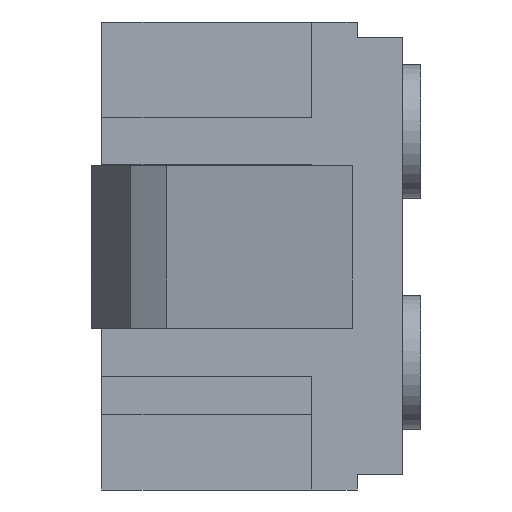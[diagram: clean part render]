
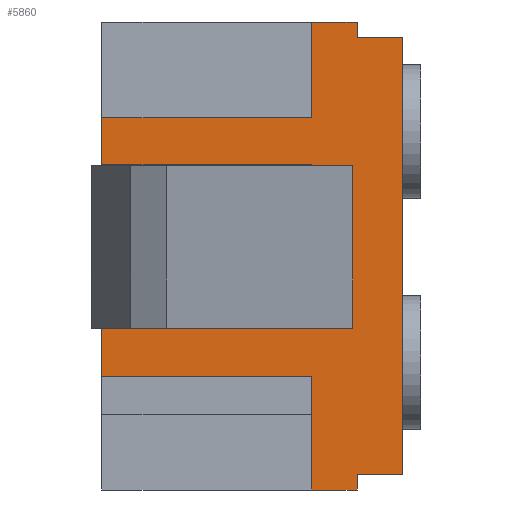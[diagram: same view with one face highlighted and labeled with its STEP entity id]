
A CAD part, left-side view. The second image highlights one B-rep face of the part: STEP entity #5860.
In plain terms, the highlighted planar face has unit normal (-1, 0, 0).
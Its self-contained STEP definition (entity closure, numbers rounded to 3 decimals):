
#2167=LINE('',#30893,#3771);
#2174=LINE('',#30908,#3778);
#2177=LINE('',#30914,#3781);
#2197=LINE('',#30973,#3801);
#2206=LINE('',#30990,#3810);
#2341=LINE('',#31396,#3945);
#2345=LINE('',#31405,#3949);
#2347=LINE('',#31414,#3951);
#2361=LINE('',#31443,#3965);
#2363=LINE('',#31446,#3967);
#2364=LINE('',#31448,#3968);
#2365=LINE('',#31450,#3969);
#2366=LINE('',#31451,#3970);
#2367=LINE('',#31453,#3971);
#2368=LINE('',#31454,#3972);
#2369=LINE('',#31456,#3973);
#3771=VECTOR('',#25527,1.);
#3778=VECTOR('',#25536,1.);
#3781=VECTOR('',#25541,1.);
#3801=VECTOR('',#25581,1.);
#3810=VECTOR('',#25598,1.);
#3945=VECTOR('',#25991,1.);
#3949=VECTOR('',#25997,1.);
#3951=VECTOR('',#26007,1.);
#3965=VECTOR('',#26027,1.);
#3967=VECTOR('',#26031,1.);
#3968=VECTOR('',#26034,1.);
#3969=VECTOR('',#26035,1.);
#3970=VECTOR('',#26036,1.);
#3971=VECTOR('',#26037,1.);
#3972=VECTOR('',#26038,1.);
#3973=VECTOR('',#26039,1.);
#5860=ADVANCED_FACE('',(#7396),#6636,.T.);
#6636=PLANE('',#20740);
#7396=FACE_OUTER_BOUND('',#8669,.T.);
#8669=EDGE_LOOP('',(#13121,#13122,#13123,#13124,#13125,#13126,#13127,#13128,
#13129,#13130,#13131,#13132,#13133,#13134,#13135,#13136));
#13121=ORIENTED_EDGE('',*,*,#18501,.T.);
#13122=ORIENTED_EDGE('',*,*,#18485,.T.);
#13123=ORIENTED_EDGE('',*,*,#18502,.F.);
#13124=ORIENTED_EDGE('',*,*,#18503,.T.);
#13125=ORIENTED_EDGE('',*,*,#18477,.T.);
#13126=ORIENTED_EDGE('',*,*,#18504,.T.);
#13127=ORIENTED_EDGE('',*,*,#18505,.F.);
#13128=ORIENTED_EDGE('',*,*,#18280,.T.);
#13129=ORIENTED_EDGE('',*,*,#18237,.T.);
#13130=ORIENTED_EDGE('',*,*,#18271,.T.);
#13131=ORIENTED_EDGE('',*,*,#18247,.T.);
#13132=ORIENTED_EDGE('',*,*,#18244,.T.);
#13133=ORIENTED_EDGE('',*,*,#18506,.T.);
#13134=ORIENTED_EDGE('',*,*,#18507,.T.);
#13135=ORIENTED_EDGE('',*,*,#18481,.T.);
#13136=ORIENTED_EDGE('',*,*,#18499,.T.);
#15741=VERTEX_POINT('',#30891);
#15743=VERTEX_POINT('',#30894);
#15749=VERTEX_POINT('',#30907);
#15750=VERTEX_POINT('',#30909);
#15752=VERTEX_POINT('',#30915);
#15774=VERTEX_POINT('',#30991);
#15915=VERTEX_POINT('',#31395);
#15916=VERTEX_POINT('',#31397);
#15919=VERTEX_POINT('',#31404);
#15920=VERTEX_POINT('',#31406);
#15923=VERTEX_POINT('',#31415);
#15924=VERTEX_POINT('',#31416);
#15934=VERTEX_POINT('',#31442);
#15935=VERTEX_POINT('',#31449);
#15936=VERTEX_POINT('',#31452);
#15937=VERTEX_POINT('',#31455);
#18237=EDGE_CURVE('',#15743,#15741,#2167,.T.);
#18244=EDGE_CURVE('',#15750,#15749,#2174,.T.);
#18247=EDGE_CURVE('',#15752,#15750,#2177,.T.);
#18271=EDGE_CURVE('',#15741,#15752,#2197,.T.);
#18280=EDGE_CURVE('',#15774,#15743,#2206,.T.);
#18477=EDGE_CURVE('',#15916,#15915,#2341,.T.);
#18481=EDGE_CURVE('',#15920,#15919,#2345,.T.);
#18485=EDGE_CURVE('',#15923,#15924,#2347,.T.);
#18499=EDGE_CURVE('',#15919,#15934,#2361,.T.);
#18501=EDGE_CURVE('',#15934,#15923,#2363,.T.);
#18502=EDGE_CURVE('',#15935,#15924,#2364,.T.);
#18503=EDGE_CURVE('',#15935,#15916,#2365,.T.);
#18504=EDGE_CURVE('',#15915,#15936,#2366,.T.);
#18505=EDGE_CURVE('',#15774,#15936,#2367,.T.);
#18506=EDGE_CURVE('',#15749,#15937,#2368,.T.);
#18507=EDGE_CURVE('',#15937,#15920,#2369,.T.);
#20740=AXIS2_PLACEMENT_3D('',#31457,#26040,#26041);
#25527=DIRECTION('',(0.,0.,-1.));
#25536=DIRECTION('',(0.,-1.,0.));
#25541=DIRECTION('',(0.,0.,1.));
#25581=DIRECTION('',(0.,-1.,0.));
#25598=DIRECTION('',(0.,-1.,0.));
#25991=DIRECTION('',(0.,0.,-1.));
#25997=DIRECTION('',(0.,0.,1.));
#26007=DIRECTION('',(0.,1.,0.));
#26027=DIRECTION('',(0.,1.,0.));
#26031=DIRECTION('',(0.,0.,-1.));
#26034=DIRECTION('',(0.,0.,1.));
#26035=DIRECTION('',(0.,-1.,0.));
#26036=DIRECTION('',(0.,1.,0.));
#26037=DIRECTION('',(0.,0.,1.));
#26038=DIRECTION('',(0.,0.,1.));
#26039=DIRECTION('',(0.,1.,0.));
#26040=DIRECTION('',(-1.,0.,0.));
#26041=DIRECTION('',(0.,-1.,0.));
#30891=CARTESIAN_POINT('',(-47.5,3.,-7.7));
#30893=CARTESIAN_POINT('',(-47.5,3.,-3.95));
#30894=CARTESIAN_POINT('',(-47.5,3.,-3.95));
#30907=CARTESIAN_POINT('',(-47.5,0.,-7.2));
#30908=CARTESIAN_POINT('',(-47.5,1.5,-7.2));
#30909=CARTESIAN_POINT('',(-47.5,1.5,-7.2));
#30914=CARTESIAN_POINT('',(-47.5,1.5,-7.7));
#30915=CARTESIAN_POINT('',(-47.5,1.5,-7.7));
#30973=CARTESIAN_POINT('',(-47.5,3.,-7.7));
#30990=CARTESIAN_POINT('',(-47.5,9.9,-3.95));
#30991=CARTESIAN_POINT('',(-47.5,9.9,-3.95));
#31395=CARTESIAN_POINT('',(-47.5,3.,-2.4));
#31396=CARTESIAN_POINT('',(-47.5,3.,3.));
#31397=CARTESIAN_POINT('',(-47.5,3.,3.));
#31404=CARTESIAN_POINT('',(-47.5,1.5,7.7));
#31405=CARTESIAN_POINT('',(-47.5,1.5,7.2));
#31406=CARTESIAN_POINT('',(-47.5,1.5,7.2));
#31414=CARTESIAN_POINT('',(-47.5,3.,4.55));
#31415=CARTESIAN_POINT('',(-47.5,3.,4.55));
#31416=CARTESIAN_POINT('',(-47.5,9.9,4.55));
#31442=CARTESIAN_POINT('',(-47.5,3.,7.7));
#31443=CARTESIAN_POINT('',(-47.5,1.5,7.7));
#31446=CARTESIAN_POINT('',(-47.5,3.,7.7));
#31448=CARTESIAN_POINT('',(-47.5,9.9,3.));
#31449=CARTESIAN_POINT('',(-47.5,9.9,3.));
#31450=CARTESIAN_POINT('',(-47.5,9.9,3.));
#31451=CARTESIAN_POINT('',(-47.5,3.,-2.4));
#31452=CARTESIAN_POINT('',(-47.5,9.9,-2.4));
#31453=CARTESIAN_POINT('',(-47.5,9.9,-3.95));
#31454=CARTESIAN_POINT('',(-47.5,0.,-7.2));
#31455=CARTESIAN_POINT('',(-47.5,0.,7.2));
#31456=CARTESIAN_POINT('',(-47.5,0.,7.2));
#31457=CARTESIAN_POINT('',(-47.5,9.9,-7.7));
